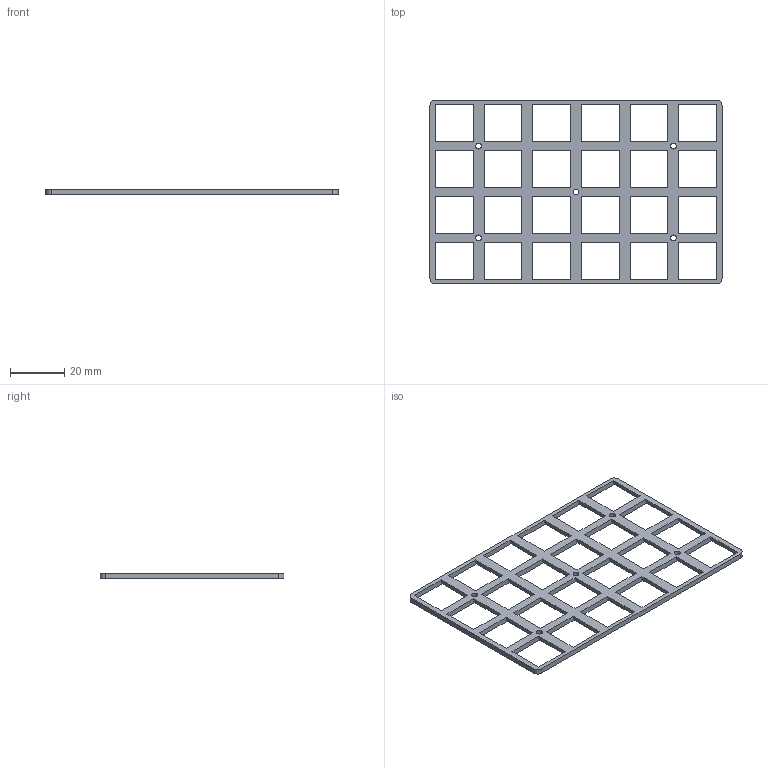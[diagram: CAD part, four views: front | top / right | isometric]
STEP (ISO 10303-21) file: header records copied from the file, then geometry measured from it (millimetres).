
FILE_DESCRIPTION(('HOOPS Exchange Step'),'2;1');
FILE_NAME('temp_export','2024-10-26T12:09:54-04:00',('jscotto'),('Shapr3D Limited'),'HOOPS Exchange 2024.2','Shapr3D','Authorized');
FILE_SCHEMA( ('AP242_MANAGED_MODEL_BASED_3D_ENGINEERING_MIM_LF {1 0 10303 442 1 1 4 }') );
Length unit declared in the file: millimetre
Products named in the file (1): Plate
Bounding box: 108 x 68 x 2 mm (x, y, z)
Volume: 4966.3 mm3; surface area: 8727.8 mm2
Topology: 1 solids, 1 shells, 207 faces, 615 edges, 410 vertices
Faces by surface type: plane 198, cylinder 9
Full cylindrical faces by diameter (mm): 2.2 x5
Entity records: 6959 total; most frequent: CARTESIAN_POINT 1234, ORIENTED_EDGE 1230, DIRECTION 1051, EDGE_CURVE 615, VECTOR 597, LINE 597, VERTEX_POINT 410, EDGE_LOOP 265
